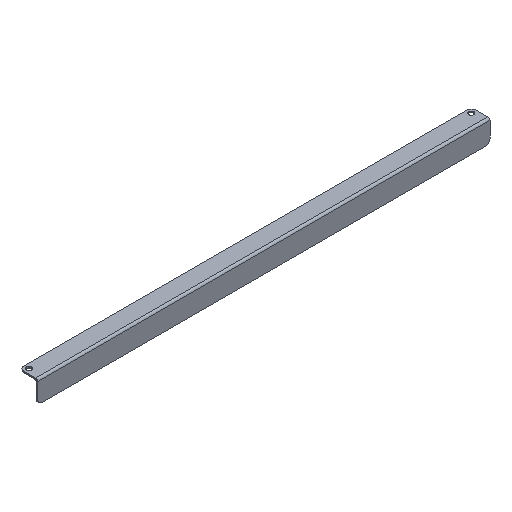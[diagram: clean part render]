
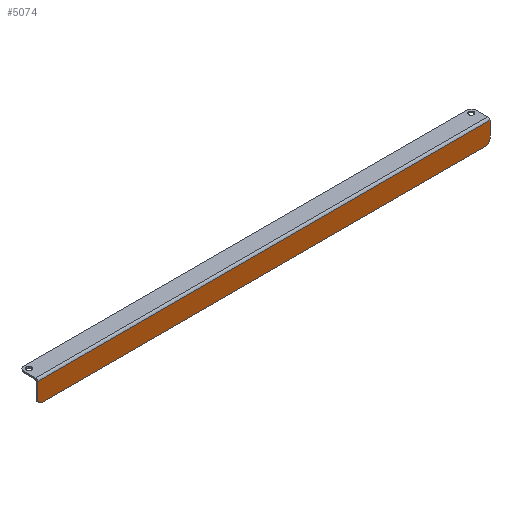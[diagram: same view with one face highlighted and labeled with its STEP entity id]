
A CAD part, isometric view. The second image highlights one B-rep face of the part: STEP entity #5074.
In plain terms, the highlighted planar face has unit normal (0, -1, 0).
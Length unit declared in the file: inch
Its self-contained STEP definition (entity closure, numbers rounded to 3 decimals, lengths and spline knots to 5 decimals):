
#788=DIRECTION('',(1.,0.,0.));
#789=VECTOR('',#788,24.48819);
#790=CARTESIAN_POINT('',(-12.24409,-0.07087,
0.49606));
#791=LINE('',#790,#789);
#931=CARTESIAN_POINT('',(11.9685,-0.07087,
-0.33071));
#932=DIRECTION('',(0.,-1.,0.));
#933=DIRECTION('',(0.,0.,-1.));
#934=AXIS2_PLACEMENT_3D('',#931,#932,#933);
#936=DIRECTION('',(-1.,0.,0.));
#937=VECTOR('',#936,23.93701);
#938=CARTESIAN_POINT('',(11.9685,-0.07087,
-0.6063));
#939=LINE('',#938,#937);
#940=CARTESIAN_POINT('',(-11.9685,-0.07087,
-0.33071));
#941=DIRECTION('',(0.,-1.,0.));
#942=DIRECTION('',(-1.,0.,0.));
#943=AXIS2_PLACEMENT_3D('',#940,#941,#942);
#945=DIRECTION('',(0.,0.,1.));
#946=VECTOR('',#945,0.82677);
#947=CARTESIAN_POINT('',(-12.24409,-0.07087,
-0.33071));
#948=LINE('',#947,#946);
#949=DIRECTION('',(0.,0.,-1.));
#950=VECTOR('',#949,0.82677);
#951=CARTESIAN_POINT('',(12.24409,-0.07087,
0.49606));
#952=LINE('',#951,#950);
#3317=CARTESIAN_POINT('',(12.24409,-0.07087,
0.49606));
#3318=VERTEX_POINT('',#3317);
#3319=CARTESIAN_POINT('',(-12.24409,-0.07087,
0.49606));
#3320=VERTEX_POINT('',#3319);
#3357=CARTESIAN_POINT('',(11.9685,-0.07087,
-0.6063));
#3358=VERTEX_POINT('',#3357);
#3359=CARTESIAN_POINT('',(12.24409,-0.07087,
-0.33071));
#3360=VERTEX_POINT('',#3359);
#3365=CARTESIAN_POINT('',(-12.24409,-0.07087,
-0.33071));
#3366=VERTEX_POINT('',#3365);
#3367=CARTESIAN_POINT('',(-11.9685,-0.07087,
-0.6063));
#3368=VERTEX_POINT('',#3367);
#5061=CARTESIAN_POINT('',(0.,-0.07087,0.));
#5062=DIRECTION('',(0.,1.,0.));
#5063=DIRECTION('',(1.,0.,0.));
#5064=AXIS2_PLACEMENT_3D('',#5061,#5062,#5063);
#5065=PLANE('',#5064);
#5066=ORIENTED_EDGE('',*,*,#4815,.F.);
#5067=ORIENTED_EDGE('',*,*,#4831,.T.);
#5068=ORIENTED_EDGE('',*,*,#4844,.F.);
#5069=ORIENTED_EDGE('',*,*,#4859,.T.);
#5070=ORIENTED_EDGE('',*,*,#4888,.T.);
#5071=ORIENTED_EDGE('',*,*,#5054,.T.);
#5072=EDGE_LOOP('',(#5066,#5067,#5068,#5069,#5070,#5071));
#5073=FACE_OUTER_BOUND('',#5072,.F.);
#5074=ADVANCED_FACE('',(#5073),#5065,.F.);
#935=CIRCLE('',#934,0.27559);
#944=CIRCLE('',#943,0.27559);
#4815=EDGE_CURVE('',#3358,#3360,#935,.T.);
#4831=EDGE_CURVE('',#3358,#3368,#939,.T.);
#4844=EDGE_CURVE('',#3366,#3368,#944,.T.);
#4859=EDGE_CURVE('',#3366,#3320,#948,.T.);
#4888=EDGE_CURVE('',#3320,#3318,#791,.T.);
#5054=EDGE_CURVE('',#3318,#3360,#952,.T.);
